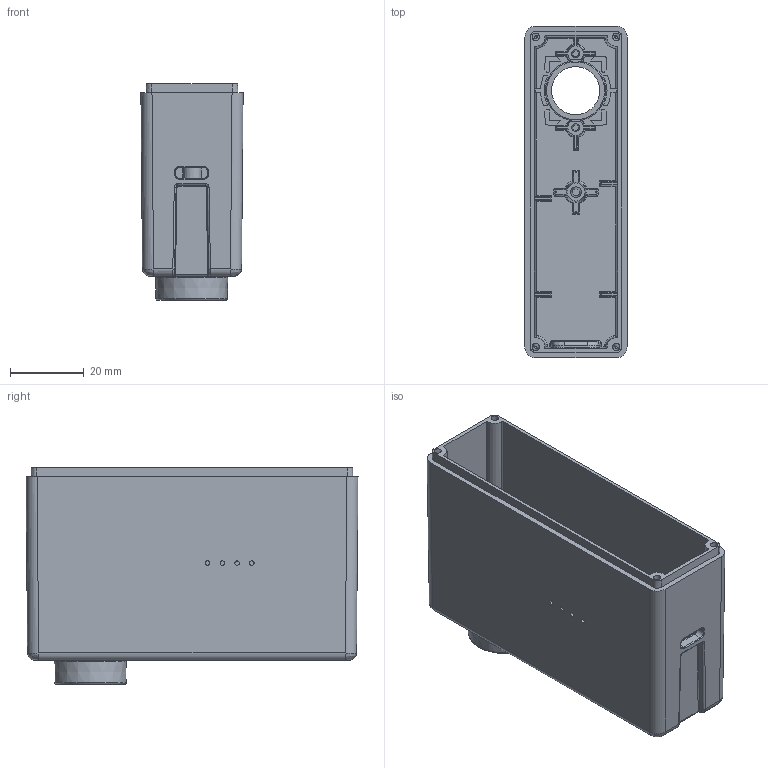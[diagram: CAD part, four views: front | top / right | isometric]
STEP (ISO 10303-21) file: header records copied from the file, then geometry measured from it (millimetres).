
FILE_DESCRIPTION(/* description */ (''),/* implementation_level */ '2;1');
FILE_NAME(/* name */ 'Body.step',/* time_stamp */ '2021-11-18T02:48:41+05:00',/* author */ (''),/* organization */ (''),/* preprocessor_version */ 'ST-DEVELOPER v18.1',/* originating_system */ 'Autodesk Translation Framework v10.10.0.1391',/* authorisation */ '');
FILE_SCHEMA (('AUTOMOTIVE_DESIGN { 1 0 10303 214 3 1 1 }'));
Length unit declared in the file: millimetre
Products named in the file (1): Body
Bounding box: 27.67 x 89.87 x 58.65 mm (x, y, z)
Volume: 35847.5 mm3; surface area: 31480.2 mm2
Topology: 1 solids, 1 shells, 397 faces, 1016 edges, 618 vertices
Faces by surface type: plane 142, cylinder 118, bspline 62, cone 47, torus 28
Full cylindrical faces by diameter (mm): 1.2 x4, 13 x1
Entity records: 14331 total; most frequent: CARTESIAN_POINT 5194, ORIENTED_EDGE 1992, DIRECTION 1786, EDGE_CURVE 996, AXIS2_PLACEMENT_3D 662, VERTEX_POINT 618, LINE 462, VECTOR 462
